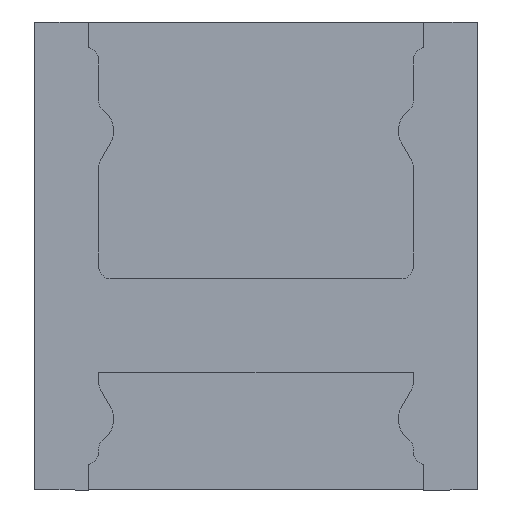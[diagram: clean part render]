
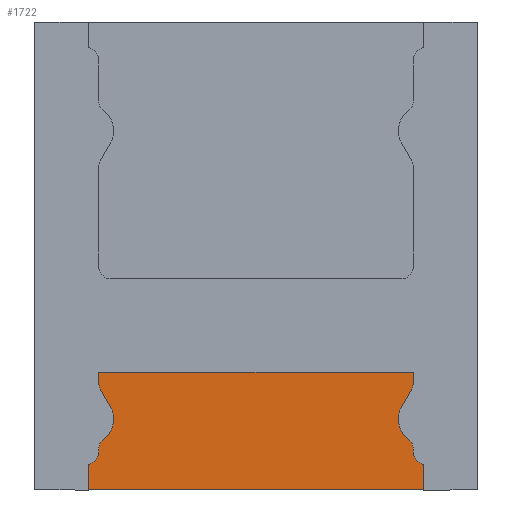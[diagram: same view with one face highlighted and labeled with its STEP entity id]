
A CAD part, front view. The second image highlights one B-rep face of the part: STEP entity #1722.
In plain terms, the highlighted planar face has unit normal (0, -1, 0).
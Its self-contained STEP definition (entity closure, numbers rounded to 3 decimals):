
#22 = VERTEX_POINT ( 'NONE', #2088 ) ;
#25 = DIRECTION ( 'NONE',  ( 0., -1., 0. ) ) ;
#35 = CARTESIAN_POINT ( 'NONE',  ( 1.145, 0.001, -1.002 ) ) ;
#49 = CIRCLE ( 'NONE', #1971, 0.2 ) ;
#55 = ORIENTED_EDGE ( 'NONE', *, *, #1438, .T. ) ;
#71 = CIRCLE ( 'NONE', #1592, 0.2 ) ;
#75 = VECTOR ( 'NONE', #2048, 1000. ) ;
#76 = EDGE_CURVE ( 'NONE', #325, #1487, #2071, .T. ) ;
#79 = VERTEX_POINT ( 'NONE', #447 ) ;
#106 = DIRECTION ( 'NONE',  ( 0., 0., -1. ) ) ;
#111 = CARTESIAN_POINT ( 'NONE',  ( -1.345, 0.001, -1.55 ) ) ;
#147 = EDGE_CURVE ( 'NONE', #376, #2189, #1650, .T. ) ;
#175 = DIRECTION ( 'NONE',  ( 0., 0., -1. ) ) ;
#177 = VECTOR ( 'NONE', #1208, 1000. ) ;
#191 = EDGE_CURVE ( 'NONE', #653, #1892, #486, .T. ) ;
#204 = AXIS2_PLACEMENT_3D ( 'NONE', #2202, #1099, #1764 ) ;
#205 = CARTESIAN_POINT ( 'NONE',  ( 1.245, 0.001, -1.55 ) ) ;
#260 = CIRCLE ( 'NONE', #1023, 0.1 ) ;
#269 = CARTESIAN_POINT ( 'NONE',  ( -1.145, 0.001, -1.002 ) ) ;
#291 = ORIENTED_EDGE ( 'NONE', *, *, #1525, .F. ) ;
#295 = EDGE_LOOP ( 'NONE', ( #291, #55, #2020, #1720, #642, #365, #1779, #505, #1463, #619, #1218, #1505, #958, #1741, #1490, #737, #2287, #699 ) ) ;
#297 = DIRECTION ( 'NONE',  ( 0., 0., 1. ) ) ;
#298 = AXIS2_PLACEMENT_3D ( 'NONE', #1917, #800, #2092 ) ;
#301 = DIRECTION ( 'NONE',  ( 0., 0., -1. ) ) ;
#325 = VERTEX_POINT ( 'NONE', #880 ) ;
#361 = DIRECTION ( 'NONE',  ( 0.5, 0., 0.866 ) ) ;
#365 = ORIENTED_EDGE ( 'NONE', *, *, #1665, .T. ) ;
#376 = VERTEX_POINT ( 'NONE', #939 ) ;
#394 = VERTEX_POINT ( 'NONE', #1366 ) ;
#410 = LINE ( 'NONE', #2371, #177 ) ;
#413 = CARTESIAN_POINT ( 'NONE',  ( -1.145, 0.001, -1.53 ) ) ;
#421 = CARTESIAN_POINT ( 'NONE',  ( -1.325, 0.001, -1.29 ) ) ;
#440 = CARTESIAN_POINT ( 'NONE',  ( -1.325, 0.001, -1.648 ) ) ;
#447 = CARTESIAN_POINT ( 'NONE',  ( -1.152, 0.001, -1.19 ) ) ;
#454 = DIRECTION ( 'NONE',  ( 0., 0., -1. ) ) ;
#473 = CARTESIAN_POINT ( 'NONE',  ( 1.232, 0.001, -1.052 ) ) ;
#475 = VECTOR ( 'NONE', #1820, 1000. ) ;
#476 = LINE ( 'NONE', #812, #2397 ) ;
#486 = LINE ( 'NONE', #2231, #75 ) ;
#487 = CARTESIAN_POINT ( 'NONE',  ( 1.145, 0.001, -1.849 ) ) ;
#505 = ORIENTED_EDGE ( 'NONE', *, *, #876, .T. ) ;
#523 = CARTESIAN_POINT ( 'NONE',  ( 1.325, 0.001, -1.29 ) ) ;
#590 = CARTESIAN_POINT ( 'NONE',  ( 1.245, 0.001, -1.002 ) ) ;
#597 = FACE_OUTER_BOUND ( 'NONE', #295, .T. ) ;
#619 = ORIENTED_EDGE ( 'NONE', *, *, #1813, .T. ) ;
#622 = AXIS2_PLACEMENT_3D ( 'NONE', #269, #1605, #454 ) ;
#623 = VERTEX_POINT ( 'NONE', #1901 ) ;
#624 = DIRECTION ( 'NONE',  ( 0., 0., -1. ) ) ;
#642 = ORIENTED_EDGE ( 'NONE', *, *, #1847, .T. ) ;
#645 = VECTOR ( 'NONE', #361, 1000. ) ;
#653 = VERTEX_POINT ( 'NONE', #205 ) ;
#665 = EDGE_CURVE ( 'NONE', #1837, #1503, #1902, .T. ) ;
#679 = CARTESIAN_POINT ( 'NONE',  ( -1.205, 0.001, -1.45 ) ) ;
#690 = VECTOR ( 'NONE', #2274, 1000. ) ;
#695 = VECTOR ( 'NONE', #1192, 1000. ) ;
#699 = ORIENTED_EDGE ( 'NONE', *, *, #1233, .T. ) ;
#723 = DIRECTION ( 'NONE',  ( 0., 0., 1. ) ) ;
#737 = ORIENTED_EDGE ( 'NONE', *, *, #147, .T. ) ;
#800 = DIRECTION ( 'NONE',  ( 0., -1., 0. ) ) ;
#804 = VERTEX_POINT ( 'NONE', #1235 ) ;
#812 = CARTESIAN_POINT ( 'NONE',  ( -1.232, 0.001, -1.052 ) ) ;
#820 = DIRECTION ( 'NONE',  ( 0.5, 0., -0.866 ) ) ;
#854 = AXIS2_PLACEMENT_3D ( 'NONE', #413, #25, #175 ) ;
#876 = EDGE_CURVE ( 'NONE', #1487, #1837, #260, .T. ) ;
#880 = CARTESIAN_POINT ( 'NONE',  ( 1.152, 0.001, -1.19 ) ) ;
#884 = CIRCLE ( 'NONE', #1459, 0.1 ) ;
#901 = CARTESIAN_POINT ( 'NONE',  ( -1.232, 0.001, -1.052 ) ) ;
#920 = CIRCLE ( 'NONE', #854, 0.1 ) ;
#928 = CARTESIAN_POINT ( 'NONE',  ( 1.205, 0.001, -1.45 ) ) ;
#934 = CARTESIAN_POINT ( 'NONE',  ( -1.245, 0.001, -0.92 ) ) ;
#939 = CARTESIAN_POINT ( 'NONE',  ( -1.245, 0.001, -1.53 ) ) ;
#951 = DIRECTION ( 'NONE',  ( 0., 1., 0. ) ) ;
#958 = ORIENTED_EDGE ( 'NONE', *, *, #2260, .T. ) ;
#971 = EDGE_CURVE ( 'NONE', #623, #653, #1541, .T. ) ;
#1023 = AXIS2_PLACEMENT_3D ( 'NONE', #35, #1441, #297 ) ;
#1045 = EDGE_CURVE ( 'NONE', #1683, #22, #2339, .T. ) ;
#1086 = EDGE_CURVE ( 'NONE', #1180, #376, #920, .T. ) ;
#1099 = DIRECTION ( 'NONE',  ( 0., 1., 0. ) ) ;
#1137 = PLANE ( 'NONE',  #1911 ) ;
#1180 = VERTEX_POINT ( 'NONE', #679 ) ;
#1192 = DIRECTION ( 'NONE',  ( 0., 0., 1. ) ) ;
#1203 = CIRCLE ( 'NONE', #298, 0.1 ) ;
#1208 = DIRECTION ( 'NONE',  ( 0., 0., -1. ) ) ;
#1218 = ORIENTED_EDGE ( 'NONE', *, *, #1045, .T. ) ;
#1223 = CARTESIAN_POINT ( 'NONE',  ( 1.325, 0.001, -1.648 ) ) ;
#1228 = CARTESIAN_POINT ( 'NONE',  ( 1.232, 0.001, -1.052 ) ) ;
#1233 = EDGE_CURVE ( 'NONE', #2357, #394, #410, .T. ) ;
#1235 = CARTESIAN_POINT ( 'NONE',  ( 1.325, 0.001, -1.849 ) ) ;
#1254 = CARTESIAN_POINT ( 'NONE',  ( 1.245, 0.001, -1.53 ) ) ;
#1256 = LINE ( 'NONE', #2084, #690 ) ;
#1270 = VECTOR ( 'NONE', #1704, 1000. ) ;
#1325 = VERTEX_POINT ( 'NONE', #928 ) ;
#1326 = CARTESIAN_POINT ( 'NONE',  ( 1.145, 0.001, -1.002 ) ) ;
#1343 = CARTESIAN_POINT ( 'NONE',  ( -1.245, 0.001, -1.55 ) ) ;
#1366 = CARTESIAN_POINT ( 'NONE',  ( -1.325, 0.001, -1.849 ) ) ;
#1438 = EDGE_CURVE ( 'NONE', #804, #623, #2181, .T. ) ;
#1441 = DIRECTION ( 'NONE',  ( 0., -1., 0. ) ) ;
#1453 = DIRECTION ( 'NONE',  ( 0., 1., 0. ) ) ;
#1459 = AXIS2_PLACEMENT_3D ( 'NONE', #111, #1453, #301 ) ;
#1463 = ORIENTED_EDGE ( 'NONE', *, *, #665, .T. ) ;
#1478 = EDGE_CURVE ( 'NONE', #22, #1623, #1589, .T. ) ;
#1487 = VERTEX_POINT ( 'NONE', #1228 ) ;
#1490 = ORIENTED_EDGE ( 'NONE', *, *, #1086, .T. ) ;
#1496 = LINE ( 'NONE', #487, #475 ) ;
#1503 = VERTEX_POINT ( 'NONE', #1969 ) ;
#1505 = ORIENTED_EDGE ( 'NONE', *, *, #1478, .T. ) ;
#1519 = DIRECTION ( 'NONE',  ( 0., 0., 1. ) ) ;
#1525 = EDGE_CURVE ( 'NONE', #804, #394, #1496, .T. ) ;
#1541 = CIRCLE ( 'NONE', #204, 0.1 ) ;
#1589 = CIRCLE ( 'NONE', #622, 0.1 ) ;
#1592 = AXIS2_PLACEMENT_3D ( 'NONE', #523, #1858, #723 ) ;
#1605 = DIRECTION ( 'NONE',  ( 0., -1., 0. ) ) ;
#1623 = VERTEX_POINT ( 'NONE', #901 ) ;
#1650 = LINE ( 'NONE', #1709, #1270 ) ;
#1665 = EDGE_CURVE ( 'NONE', #1325, #325, #71, .T. ) ;
#1683 = VERTEX_POINT ( 'NONE', #934 ) ;
#1704 = DIRECTION ( 'NONE',  ( 0., 0., -1. ) ) ;
#1709 = CARTESIAN_POINT ( 'NONE',  ( -1.245, 0.001, -1.53 ) ) ;
#1720 = ORIENTED_EDGE ( 'NONE', *, *, #191, .T. ) ;
#1722 = ADVANCED_FACE ( 'NONE', ( #597 ), #1137, .F. ) ;
#1741 = ORIENTED_EDGE ( 'NONE', *, *, #2250, .T. ) ;
#1750 = CARTESIAN_POINT ( 'NONE',  ( -1.245, 0.001, -0.92 ) ) ;
#1761 = DIRECTION ( 'NONE',  ( 0., 1., 0. ) ) ;
#1764 = DIRECTION ( 'NONE',  ( 0., 0., 1. ) ) ;
#1778 = DIRECTION ( 'NONE',  ( 0., 0., 1. ) ) ;
#1779 = ORIENTED_EDGE ( 'NONE', *, *, #76, .T. ) ;
#1813 = EDGE_CURVE ( 'NONE', #1503, #1683, #1256, .T. ) ;
#1820 = DIRECTION ( 'NONE',  ( -1., 0., 0. ) ) ;
#1837 = VERTEX_POINT ( 'NONE', #590 ) ;
#1847 = EDGE_CURVE ( 'NONE', #1892, #1325, #1203, .T. ) ;
#1855 = VECTOR ( 'NONE', #106, 1000. ) ;
#1858 = DIRECTION ( 'NONE',  ( 0., 1., 0. ) ) ;
#1882 = CARTESIAN_POINT ( 'NONE',  ( 1.245, 0.001, -0.92 ) ) ;
#1890 = EDGE_CURVE ( 'NONE', #2189, #2357, #884, .T. ) ;
#1892 = VERTEX_POINT ( 'NONE', #1254 ) ;
#1901 = CARTESIAN_POINT ( 'NONE',  ( 1.325, 0.001, -1.648 ) ) ;
#1902 = LINE ( 'NONE', #1882, #2153 ) ;
#1911 = AXIS2_PLACEMENT_3D ( 'NONE', #1326, #951, #1519 ) ;
#1917 = CARTESIAN_POINT ( 'NONE',  ( 1.145, 0.001, -1.53 ) ) ;
#1969 = CARTESIAN_POINT ( 'NONE',  ( 1.245, 0.001, -0.92 ) ) ;
#1971 = AXIS2_PLACEMENT_3D ( 'NONE', #421, #1761, #624 ) ;
#2020 = ORIENTED_EDGE ( 'NONE', *, *, #971, .T. ) ;
#2048 = DIRECTION ( 'NONE',  ( 0., 0., 1. ) ) ;
#2071 = LINE ( 'NONE', #473, #645 ) ;
#2084 = CARTESIAN_POINT ( 'NONE',  ( -1.245, 0.001, -0.92 ) ) ;
#2088 = CARTESIAN_POINT ( 'NONE',  ( -1.245, 0.001, -1.002 ) ) ;
#2092 = DIRECTION ( 'NONE',  ( 0., 0., 1. ) ) ;
#2153 = VECTOR ( 'NONE', #1778, 1000. ) ;
#2181 = LINE ( 'NONE', #1223, #695 ) ;
#2189 = VERTEX_POINT ( 'NONE', #1343 ) ;
#2202 = CARTESIAN_POINT ( 'NONE',  ( 1.345, 0.001, -1.55 ) ) ;
#2231 = CARTESIAN_POINT ( 'NONE',  ( 1.245, 0.001, -1.53 ) ) ;
#2250 = EDGE_CURVE ( 'NONE', #79, #1180, #49, .T. ) ;
#2260 = EDGE_CURVE ( 'NONE', #1623, #79, #476, .T. ) ;
#2274 = DIRECTION ( 'NONE',  ( -1., 0., 0. ) ) ;
#2287 = ORIENTED_EDGE ( 'NONE', *, *, #1890, .T. ) ;
#2339 = LINE ( 'NONE', #1750, #1855 ) ;
#2357 = VERTEX_POINT ( 'NONE', #440 ) ;
#2371 = CARTESIAN_POINT ( 'NONE',  ( -1.325, 0.001, -1.648 ) ) ;
#2397 = VECTOR ( 'NONE', #820, 1000. ) ;
